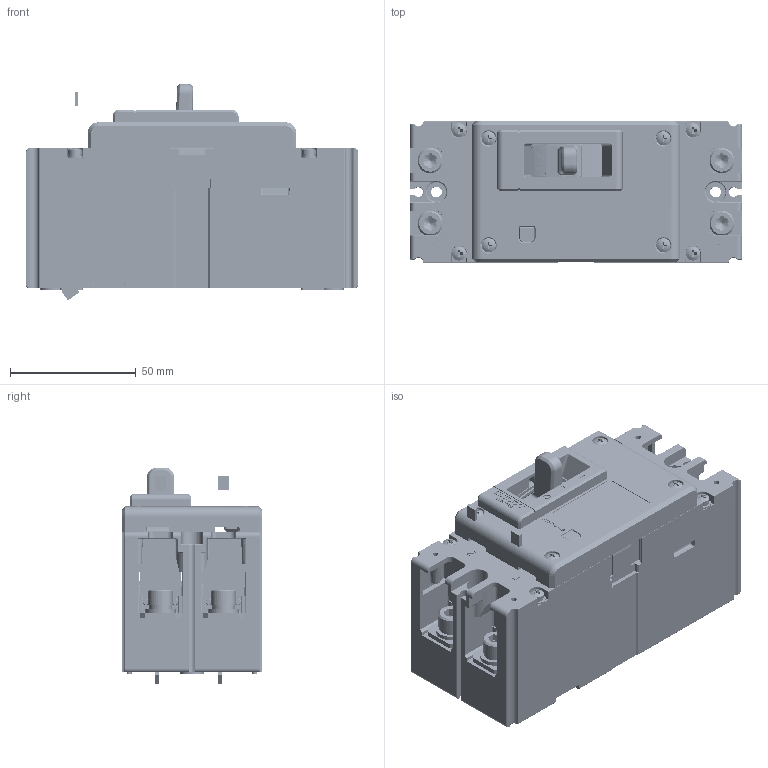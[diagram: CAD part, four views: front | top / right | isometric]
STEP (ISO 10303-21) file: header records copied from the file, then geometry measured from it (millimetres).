
FILE_DESCRIPTION((''),'2;1');
FILE_NAME('2253047300--WG_ASM','2024-01-23T',('heyan.du'),(''),'PRO/ENGINEER BY PARAMETRIC TECHNOLOGY CORPORATION, 2015440','PRO/ENGINEER BY PARAMETRIC TECHNOLOGY CORPORATION, 2015440','');
FILE_SCHEMA(('CONFIG_CONTROL_DESIGN'));
Products named in the file (45): JZ-5024047900; GB_T809-M3X10; 5024047900_ASM; 8946008800; 8760006100; 5024048800_ASM; 8551047900; 5551121600_ASM; 5551121500_ASM; 5551122500_ASM; 8585063700; 8585063600; 8505025000; 8505024000; 5551121200_AF0_ASM; 5551121200_AF1_ASM; 5551123000_ASM; 5295013800_ASM; 8288063200; 8742101200; 8253057100; 8865077900_AF0; 8865078000_AF0; 5253022600_ASM; 8742102100; 8315109400; 8750041800; 8315109500; 8253076700; 8282071100; 5315063500_ASM; 7010100303L_GB_T823_M3X6; 7090300201_GB_T93_3; GB_T97_4_3; 5850006100_ASM; 7020100411_GB13806_2_ST2_9X8_A; 7030100023_GB_T9074_4-M3X35_R; 7010600302J_GB_T70_1_M6X16; 7090300601J_GB_T93_6; GB_T97_1-6 ...
Assembly tree (80 placements, depth 5):
  2253047300--WG_ASM
    5024048800_ASM
      5024047900_ASM
        JZ-5024047900
        GB_T809-M3X10  x4
      8946008800  x4
      8760006100  x4
    5551122500_ASM  x2
      5551121500_ASM
        5551121600_ASM
          8551047900
    5295013800_ASM
      5551123000_ASM
        5551121200_AF0_ASM
          8585063700
          8585063600
          8505025000
          8505024000
        5551121200_AF1_ASM
          8585063700
          8585063600
          8505025000
          8505024000
    8288063200  x2
    8742101200  x2
    5253022600_ASM
      8253057100
      8865077900_AF0
      8865078000_AF0
    8742102100
    8315109400
    8750041800
    5315063500_ASM
      8315109500
      8253076700
      8282071100
    5850006100_ASM  x6
      7010100303L_GB_T823_M3X6
      7090300201_GB_T93_3
      GB_T97_4_3
    7020100411_GB13806_2_ST2_9X8_A  x4
    7030100023_GB_T9074_4-M3X35_R  x4
    5850012200_AF0_ASM
      7010600302J_GB_T70_1_M6X16
      7090300601J_GB_T93_6
      GB_T97_1-6
    5850012200_AF1_ASM
      7010600302J_GB_T70_1_M6X16
      7090300601J_GB_T93_6
      GB_T97_1-6
    5850012200_AF2_ASM
      7010600302J_GB_T70_1_M6X16
      7090300601J_GB_T93_6
      GB_T97_1-6
    5850012200_AF3_ASM
      7010600302J_GB_T70_1_M6X16
      7090300601J_GB_T93_6
      GB_T97_1-6
Bounding box: 132 x 56 x 86.24 mm (x, y, z)
Volume: 189629.5 mm3; surface area: 154846.1 mm2
Topology: 82 solids, 112 shells, 6921 faces, 17021 edges, 10396 vertices
Faces by surface type: plane 2825, cylinder 2410, torus 526, bspline 327, cone 318, sphere 316, extrusion 199
Entity records: 199591 total; most frequent: CARTESIAN_POINT 65371, ORIENTED_EDGE 28008, DIRECTION 27787, EDGE_CURVE 14022, AXIS2_PLACEMENT_3D 9808, VERTEX_POINT 8589, VECTOR 8171, LINE 7972
